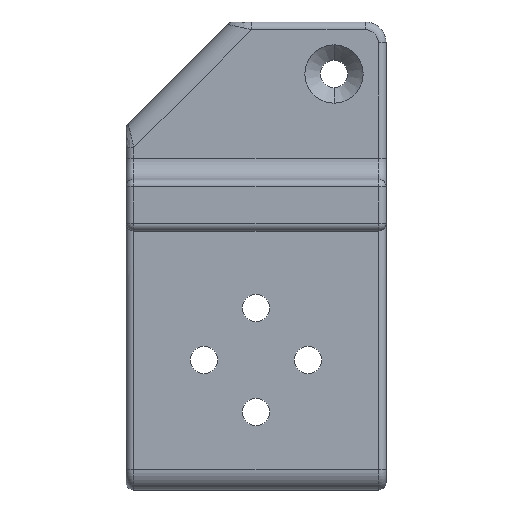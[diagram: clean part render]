
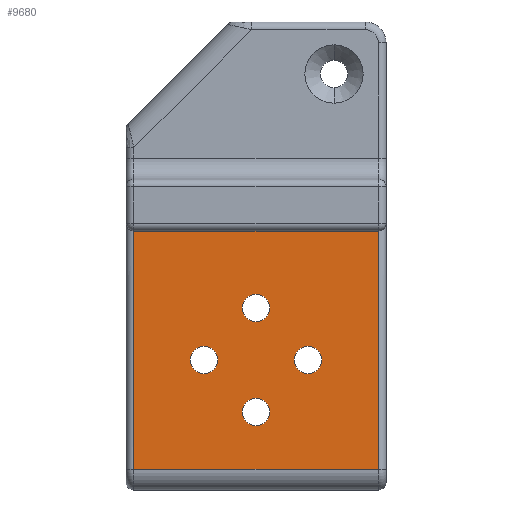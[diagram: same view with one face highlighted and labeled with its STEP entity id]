
A CAD part, left-side view. The second image highlights one B-rep face of the part: STEP entity #9680.
In plain terms, the highlighted planar face has unit normal (-1, 0, 0).
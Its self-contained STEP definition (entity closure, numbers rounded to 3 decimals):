
#277 = DIRECTION ( 'NONE',  ( 0., -1., 0. ) ) ;
#387 = AXIS2_PLACEMENT_3D ( 'NONE', #7901, #5626, #4761 ) ;
#407 = EDGE_CURVE ( 'NONE', #7861, #5392, #5114, .T. ) ;
#444 = DIRECTION ( 'NONE',  ( 1., 0., 0. ) ) ;
#850 = VECTOR ( 'NONE', #10751, 1000. ) ;
#853 = VECTOR ( 'NONE', #1411, 1000. ) ;
#894 = CARTESIAN_POINT ( 'NONE',  ( 0., 25., 15. ) ) ;
#920 = ORIENTED_EDGE ( 'NONE', *, *, #10743, .T. ) ;
#955 = DIRECTION ( 'NONE',  ( 1., 0., 0. ) ) ;
#1294 = AXIS2_PLACEMENT_3D ( 'NONE', #894, #955, #5952 ) ;
#1370 = DIRECTION ( 'NONE',  ( 1., 0., 0. ) ) ;
#1411 = DIRECTION ( 'NONE',  ( 0., -1., 0. ) ) ;
#1479 = FACE_BOUND ( 'NONE', #5997, .T. ) ;
#1537 = PLANE ( 'NONE',  #5743 ) ;
#1585 = LINE ( 'NONE', #8911, #853 ) ;
#1687 = CIRCLE ( 'NONE', #9186, 2.65 ) ;
#1720 = AXIS2_PLACEMENT_3D ( 'NONE', #7990, #444, #3036 ) ;
#1908 = ORIENTED_EDGE ( 'NONE', *, *, #9309, .T. ) ;
#1914 = DIRECTION ( 'NONE',  ( 0., 0., -1. ) ) ;
#2220 = VECTOR ( 'NONE', #277, 1000. ) ;
#2310 = DIRECTION ( 'NONE',  ( 0., 0., -1. ) ) ;
#2353 = CARTESIAN_POINT ( 'NONE',  ( 0., 35., 27.65 ) ) ;
#2449 = ORIENTED_EDGE ( 'NONE', *, *, #5295, .T. ) ;
#2698 = CARTESIAN_POINT ( 'NONE',  ( 0., 1.5, 4. ) ) ;
#2703 = EDGE_LOOP ( 'NONE', ( #6678, #1908 ) ) ;
#2896 = EDGE_CURVE ( 'NONE', #5684, #7850, #3498, .T. ) ;
#3036 = DIRECTION ( 'NONE',  ( 0., 0., -1. ) ) ;
#3055 = CIRCLE ( 'NONE', #1294, 2.65 ) ;
#3193 = DIRECTION ( 'NONE',  ( 0., 0., -1. ) ) ;
#3199 = FACE_BOUND ( 'NONE', #5916, .T. ) ;
#3482 = EDGE_CURVE ( 'NONE', #9996, #9434, #8176, .T. ) ;
#3498 = CIRCLE ( 'NONE', #1720, 2.65 ) ;
#3509 = AXIS2_PLACEMENT_3D ( 'NONE', #9190, #5054, #1914 ) ;
#3898 = CARTESIAN_POINT ( 'NONE',  ( 0., 48.5, 50. ) ) ;
#3943 = ORIENTED_EDGE ( 'NONE', *, *, #6945, .T. ) ;
#4032 = CARTESIAN_POINT ( 'NONE',  ( 0., 0., 50. ) ) ;
#4130 = VERTEX_POINT ( 'NONE', #4145 ) ;
#4134 = DIRECTION ( 'NONE',  ( 1., 0., 0. ) ) ;
#4145 = CARTESIAN_POINT ( 'NONE',  ( 0., 25., 32.35 ) ) ;
#4213 = VERTEX_POINT ( 'NONE', #2698 ) ;
#4553 = VERTEX_POINT ( 'NONE', #9659 ) ;
#4565 = CARTESIAN_POINT ( 'NONE',  ( 0., 48.5, 49.8 ) ) ;
#4754 = CARTESIAN_POINT ( 'NONE',  ( 0., 48.5, 4. ) ) ;
#4761 = DIRECTION ( 'NONE',  ( 0., 0., -1. ) ) ;
#4975 = EDGE_CURVE ( 'NONE', #7898, #4130, #7720, .T. ) ;
#5054 = DIRECTION ( 'NONE',  ( 1., 0., 0. ) ) ;
#5114 = CIRCLE ( 'NONE', #387, 2.65 ) ;
#5278 = CARTESIAN_POINT ( 'NONE',  ( 0., 25., 17.65 ) ) ;
#5295 = EDGE_CURVE ( 'NONE', #4130, #7898, #6531, .T. ) ;
#5381 = CARTESIAN_POINT ( 'NONE',  ( 0., 15., 25. ) ) ;
#5392 = VERTEX_POINT ( 'NONE', #2353 ) ;
#5444 = DIRECTION ( 'NONE',  ( 0., 0., -1. ) ) ;
#5489 = LINE ( 'NONE', #8758, #2220 ) ;
#5602 = FACE_BOUND ( 'NONE', #9027, .T. ) ;
#5626 = DIRECTION ( 'NONE',  ( 1., 0., 0. ) ) ;
#5656 = ORIENTED_EDGE ( 'NONE', *, *, #4975, .T. ) ;
#5684 = VERTEX_POINT ( 'NONE', #10119 ) ;
#5734 = CARTESIAN_POINT ( 'NONE',  ( 0., 25., 37.65 ) ) ;
#5743 = AXIS2_PLACEMENT_3D ( 'NONE', #4032, #4134, #2310 ) ;
#5770 = DIRECTION ( 'NONE',  ( 1., 0., 0. ) ) ;
#5821 = CARTESIAN_POINT ( 'NONE',  ( 0., 35., 25. ) ) ;
#5916 = EDGE_LOOP ( 'NONE', ( #10667, #6638 ) ) ;
#5952 = DIRECTION ( 'NONE',  ( 0., 0., -1. ) ) ;
#5994 = AXIS2_PLACEMENT_3D ( 'NONE', #9720, #8630, #6193 ) ;
#5997 = EDGE_LOOP ( 'NONE', ( #2449, #5656 ) ) ;
#6193 = DIRECTION ( 'NONE',  ( 0., 0., -1. ) ) ;
#6396 = EDGE_CURVE ( 'NONE', #5392, #7861, #7737, .T. ) ;
#6522 = EDGE_LOOP ( 'NONE', ( #8198, #6582, #920, #6841 ) ) ;
#6531 = CIRCLE ( 'NONE', #5994, 2.65 ) ;
#6547 = FACE_OUTER_BOUND ( 'NONE', #6522, .T. ) ;
#6582 = ORIENTED_EDGE ( 'NONE', *, *, #3482, .T. ) ;
#6621 = CARTESIAN_POINT ( 'NONE',  ( 0., 35., 22.35 ) ) ;
#6638 = ORIENTED_EDGE ( 'NONE', *, *, #6396, .T. ) ;
#6678 = ORIENTED_EDGE ( 'NONE', *, *, #10535, .T. ) ;
#6805 = CARTESIAN_POINT ( 'NONE',  ( 0., 1.5, 49.8 ) ) ;
#6841 = ORIENTED_EDGE ( 'NONE', *, *, #9010, .T. ) ;
#6945 = EDGE_CURVE ( 'NONE', #7850, #5684, #3055, .T. ) ;
#6964 = CARTESIAN_POINT ( 'NONE',  ( 0., 15., 22.35 ) ) ;
#6982 = DIRECTION ( 'NONE',  ( 1., 0., 0. ) ) ;
#7006 = LINE ( 'NONE', #9345, #7103 ) ;
#7103 = VECTOR ( 'NONE', #9567, 1000. ) ;
#7240 = DIRECTION ( 'NONE',  ( 0., 0., -1. ) ) ;
#7720 = CIRCLE ( 'NONE', #9108, 2.65 ) ;
#7737 = CIRCLE ( 'NONE', #10705, 2.65 ) ;
#7850 = VERTEX_POINT ( 'NONE', #5278 ) ;
#7861 = VERTEX_POINT ( 'NONE', #6621 ) ;
#7898 = VERTEX_POINT ( 'NONE', #5734 ) ;
#7901 = CARTESIAN_POINT ( 'NONE',  ( 0., 35., 25. ) ) ;
#7990 = CARTESIAN_POINT ( 'NONE',  ( 0., 25., 15. ) ) ;
#8004 = ORIENTED_EDGE ( 'NONE', *, *, #2896, .T. ) ;
#8176 = LINE ( 'NONE', #3898, #850 ) ;
#8198 = ORIENTED_EDGE ( 'NONE', *, *, #9577, .F. ) ;
#8262 = FACE_BOUND ( 'NONE', #2703, .T. ) ;
#8630 = DIRECTION ( 'NONE',  ( 1., 0., 0. ) ) ;
#8758 = CARTESIAN_POINT ( 'NONE',  ( 0., 0., 49.8 ) ) ;
#8864 = VERTEX_POINT ( 'NONE', #6805 ) ;
#8911 = CARTESIAN_POINT ( 'NONE',  ( 0., 0., 4. ) ) ;
#9010 = EDGE_CURVE ( 'NONE', #4213, #8864, #7006, .T. ) ;
#9027 = EDGE_LOOP ( 'NONE', ( #8004, #3943 ) ) ;
#9108 = AXIS2_PLACEMENT_3D ( 'NONE', #9527, #1370, #7240 ) ;
#9186 = AXIS2_PLACEMENT_3D ( 'NONE', #5381, #6982, #5444 ) ;
#9190 = CARTESIAN_POINT ( 'NONE',  ( 0., 15., 25. ) ) ;
#9309 = EDGE_CURVE ( 'NONE', #4553, #10687, #1687, .T. ) ;
#9345 = CARTESIAN_POINT ( 'NONE',  ( 0., 1.5, 50. ) ) ;
#9434 = VERTEX_POINT ( 'NONE', #4754 ) ;
#9527 = CARTESIAN_POINT ( 'NONE',  ( 0., 25., 35. ) ) ;
#9567 = DIRECTION ( 'NONE',  ( 0., 0., 1. ) ) ;
#9577 = EDGE_CURVE ( 'NONE', #9996, #8864, #5489, .T. ) ;
#9659 = CARTESIAN_POINT ( 'NONE',  ( 0., 15., 27.65 ) ) ;
#9680 = ADVANCED_FACE ( 'NONE', ( #1479, #5602, #3199, #8262, #6547 ), #1537, .F. ) ;
#9720 = CARTESIAN_POINT ( 'NONE',  ( 0., 25., 35. ) ) ;
#9996 = VERTEX_POINT ( 'NONE', #4565 ) ;
#10119 = CARTESIAN_POINT ( 'NONE',  ( 0., 25., 12.35 ) ) ;
#10535 = EDGE_CURVE ( 'NONE', #10687, #4553, #10816, .T. ) ;
#10667 = ORIENTED_EDGE ( 'NONE', *, *, #407, .T. ) ;
#10687 = VERTEX_POINT ( 'NONE', #6964 ) ;
#10705 = AXIS2_PLACEMENT_3D ( 'NONE', #5821, #5770, #3193 ) ;
#10743 = EDGE_CURVE ( 'NONE', #9434, #4213, #1585, .T. ) ;
#10751 = DIRECTION ( 'NONE',  ( 0., 0., -1. ) ) ;
#10816 = CIRCLE ( 'NONE', #3509, 2.65 ) ;
